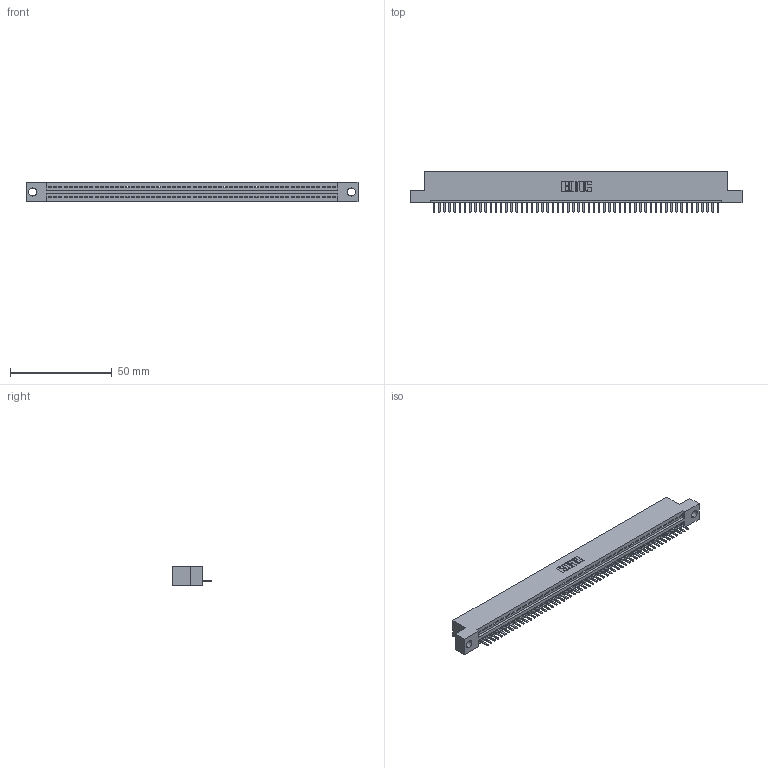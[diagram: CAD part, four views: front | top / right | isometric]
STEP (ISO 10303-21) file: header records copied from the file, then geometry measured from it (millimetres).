
FILE_DESCRIPTION (( 'STEP AP203' ), '1' );
FILE_NAME ('345-056-520-104.STEP', '2018-09-24T06:48:10', ( '' ), ( '' ), 'SwSTEP 2.0', 'SolidWorks 2016', '' );
FILE_SCHEMA (( 'CONFIG_CONTROL_DESIGN' ));
Length unit declared in the file: inch
Products named in the file (3): 345 Part_Flush Mounting Lugs - 0.156 Dia-TH; 345-292-001_345-293-120; 345-056-520-104
Assembly tree (57 placements, depth 2):
  345-056-520-104
    345 Part_Flush Mounting Lugs - 0.156 Dia-TH
    345-292-001_345-293-120  x56
Bounding box: 163.45 x 19.68 x 9.4 mm (x, y, z)
Volume: 15390.3 mm3; surface area: 19924.4 mm2
Topology: 57 solids, 57 shells, 3598 faces, 10645 edges, 6946 vertices
Faces by surface type: plane 2432, cylinder 1166
Entity records: 40379 total; most frequent: CARTESIAN_POINT 7012, ORIENTED_EDGE 6990, DIRECTION 6091, EDGE_CURVE 3495, VECTOR 3135, LINE 3135, VERTEX_POINT 2326, AXIS2_PLACEMENT_3D 1478
